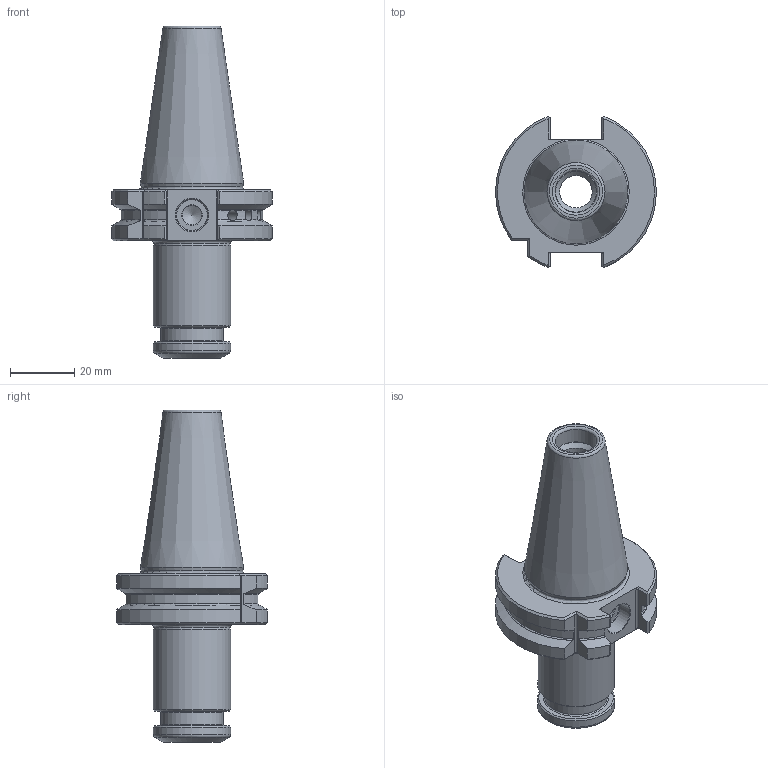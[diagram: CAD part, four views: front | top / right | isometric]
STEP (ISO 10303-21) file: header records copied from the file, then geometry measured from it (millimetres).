
FILE_DESCRIPTION(/* description */ (''),/* implementation_level */ '2;1');
FILE_NAME(/* name */ '223071520.stp',/* time_stamp */ '2021-01-12T12:30:28',/* author */ ('LRA'),/* organization */ ('REGO-FIX'),/* preprocessor_version */ ' Unknown',/* originating_system */ 'SIEMENS PLM Software Solid Edge ST10',/* authorization */ 'Unknown');
FILE_SCHEMA (('AUTOMOTIVE_DESIGN { 1 0 10303 214 2 1 1}'));
Length unit declared in the file: millimetre
Products named in the file (1): NOCUT
Bounding box: 49.99 x 46.89 x 103.15 mm (x, y, z)
Volume: 53415.6 mm3; surface area: 16981 mm2
Topology: 1 solids, 1 shells, 122 faces, 319 edges, 202 vertices
Faces by surface type: plane 43, cylinder 37, cone 28, torus 14
Full cylindrical faces by diameter (mm): 3.5 x3, 6 x1, 10 x1, 10.106 x2, 13 x1, 15 x1, 19.5 x1, 24 x2
Entity records: 4437 total; most frequent: CARTESIAN_POINT 803, DIRECTION 561, ORIENTED_EDGE 542, EDGE_CURVE 271, AXIS2_PLACEMENT_3D 229, VERTEX_POINT 194, FACE_BOUND 167, EDGE_LOOP 163
